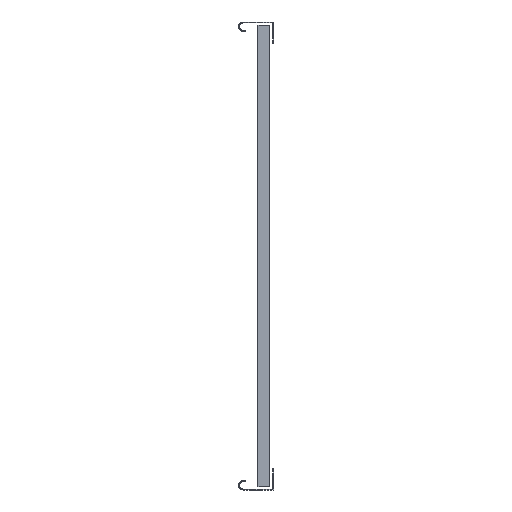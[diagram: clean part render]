
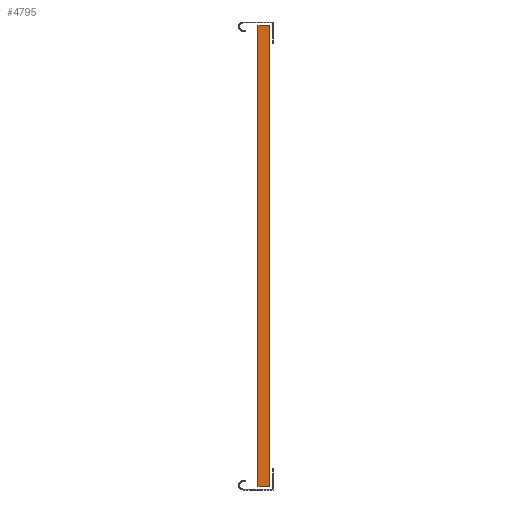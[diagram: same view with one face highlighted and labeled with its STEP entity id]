
A CAD part, left-side view. The second image highlights one B-rep face of the part: STEP entity #4795.
In plain terms, the highlighted planar face has unit normal (-1, 0, 0).
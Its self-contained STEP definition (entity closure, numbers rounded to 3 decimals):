
#238 = DIRECTION ( 'NONE',  ( 0., 0., 1. ) ) ;
#260 = DIRECTION ( 'NONE',  ( 0., 1., 0. ) ) ;
#289 = EDGE_CURVE ( 'NONE', #2644, #1896, #1356, .T. ) ;
#400 = PLANE ( 'NONE',  #2246 ) ;
#442 = EDGE_CURVE ( 'NONE', #805, #1802, #747, .T. ) ;
#445 = CARTESIAN_POINT ( 'NONE',  ( -15., 15., -296. ) ) ;
#687 = LINE ( 'NONE', #2584, #5480 ) ;
#697 = ORIENTED_EDGE ( 'NONE', *, *, #4579, .F. ) ;
#747 = LINE ( 'NONE', #1249, #4752 ) ;
#805 = VERTEX_POINT ( 'NONE', #2360 ) ;
#834 = ORIENTED_EDGE ( 'NONE', *, *, #5301, .F. ) ;
#1082 = EDGE_CURVE ( 'NONE', #3336, #1896, #2693, .T. ) ;
#1117 = VECTOR ( 'NONE', #260, 1000. ) ;
#1141 = ORIENTED_EDGE ( 'NONE', *, *, #2011, .T. ) ;
#1152 = ORIENTED_EDGE ( 'NONE', *, *, #442, .F. ) ;
#1206 = DIRECTION ( 'NONE',  ( 0., -1., 0. ) ) ;
#1249 = CARTESIAN_POINT ( 'NONE',  ( -15., 3., 296. ) ) ;
#1356 = LINE ( 'NONE', #4945, #3873 ) ;
#1399 = DIRECTION ( 'NONE',  ( 0., 1., 0. ) ) ;
#1707 = VECTOR ( 'NONE', #2522, 1000. ) ;
#1802 = VERTEX_POINT ( 'NONE', #2887 ) ;
#1896 = VERTEX_POINT ( 'NONE', #4064 ) ;
#1943 = CARTESIAN_POINT ( 'NONE',  ( -15., 12., 296. ) ) ;
#2011 = EDGE_CURVE ( 'NONE', #2039, #5534, #2575, .T. ) ;
#2039 = VERTEX_POINT ( 'NONE', #4679 ) ;
#2057 = LINE ( 'NONE', #4556, #4262 ) ;
#2246 = AXIS2_PLACEMENT_3D ( 'NONE', #5695, #5651, #5192 ) ;
#2260 = FACE_OUTER_BOUND ( 'NONE', #5136, .T. ) ;
#2271 = LINE ( 'NONE', #3841, #1117 ) ;
#2360 = CARTESIAN_POINT ( 'NONE',  ( -15., 3., 296. ) ) ;
#2437 = VECTOR ( 'NONE', #1206, 1000. ) ;
#2441 = DIRECTION ( 'NONE',  ( 0., 0., 1. ) ) ;
#2522 = DIRECTION ( 'NONE',  ( 0., 1., 0. ) ) ;
#2575 = LINE ( 'NONE', #5174, #2437 ) ;
#2584 = CARTESIAN_POINT ( 'NONE',  ( -15., 0., -296. ) ) ;
#2644 = VERTEX_POINT ( 'NONE', #1943 ) ;
#2693 = LINE ( 'NONE', #445, #2700 ) ;
#2700 = VECTOR ( 'NONE', #238, 1000. ) ;
#2710 = ORIENTED_EDGE ( 'NONE', *, *, #5302, .T. ) ;
#2733 = CARTESIAN_POINT ( 'NONE',  ( -15., 3., -296. ) ) ;
#2851 = LINE ( 'NONE', #2733, #1707 ) ;
#2887 = CARTESIAN_POINT ( 'NONE',  ( -15., 0., 296. ) ) ;
#3307 = EDGE_CURVE ( 'NONE', #805, #2644, #2271, .T. ) ;
#3336 = VERTEX_POINT ( 'NONE', #5717 ) ;
#3464 = CARTESIAN_POINT ( 'NONE',  ( -15., 12., -296. ) ) ;
#3470 = VERTEX_POINT ( 'NONE', #3464 ) ;
#3745 = ORIENTED_EDGE ( 'NONE', *, *, #289, .T. ) ;
#3841 = CARTESIAN_POINT ( 'NONE',  ( -15., 3., 296. ) ) ;
#3873 = VECTOR ( 'NONE', #4956, 1000. ) ;
#3958 = ORIENTED_EDGE ( 'NONE', *, *, #1082, .F. ) ;
#4064 = CARTESIAN_POINT ( 'NONE',  ( -15., 15., 296. ) ) ;
#4262 = VECTOR ( 'NONE', #1399, 1000. ) ;
#4556 = CARTESIAN_POINT ( 'NONE',  ( -15., 3., -296. ) ) ;
#4579 = EDGE_CURVE ( 'NONE', #3470, #3336, #2057, .T. ) ;
#4679 = CARTESIAN_POINT ( 'NONE',  ( -15., 3., -296. ) ) ;
#4752 = VECTOR ( 'NONE', #5373, 1000. ) ;
#4795 = ADVANCED_FACE ( 'NONE', ( #2260 ), #400, .F. ) ;
#4945 = CARTESIAN_POINT ( 'NONE',  ( -15., 15., 296. ) ) ;
#4956 = DIRECTION ( 'NONE',  ( 0., 1., 0. ) ) ;
#5136 = EDGE_LOOP ( 'NONE', ( #5602, #3745, #3958, #697, #834, #1141, #2710, #1152 ) ) ;
#5174 = CARTESIAN_POINT ( 'NONE',  ( -15., 0., -296. ) ) ;
#5192 = DIRECTION ( 'NONE',  ( 0., 0., -1. ) ) ;
#5301 = EDGE_CURVE ( 'NONE', #2039, #3470, #2851, .T. ) ;
#5302 = EDGE_CURVE ( 'NONE', #5534, #1802, #687, .T. ) ;
#5373 = DIRECTION ( 'NONE',  ( 0., -1., 0. ) ) ;
#5480 = VECTOR ( 'NONE', #2441, 1000. ) ;
#5534 = VERTEX_POINT ( 'NONE', #5558 ) ;
#5558 = CARTESIAN_POINT ( 'NONE',  ( -15., 0., -296. ) ) ;
#5602 = ORIENTED_EDGE ( 'NONE', *, *, #3307, .T. ) ;
#5651 = DIRECTION ( 'NONE',  ( 1., 0., 0. ) ) ;
#5695 = CARTESIAN_POINT ( 'NONE',  ( -15., 3., -296. ) ) ;
#5717 = CARTESIAN_POINT ( 'NONE',  ( -15., 15., -296. ) ) ;
